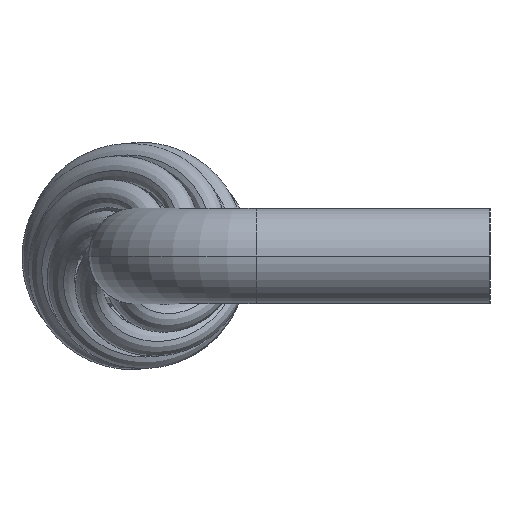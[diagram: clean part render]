
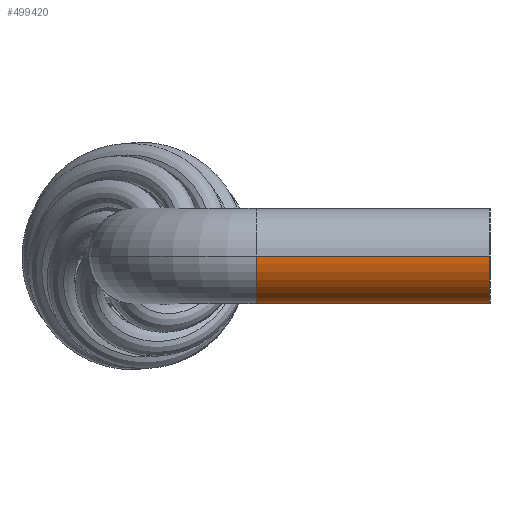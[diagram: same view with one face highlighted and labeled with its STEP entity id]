
A CAD part, left-side view. The second image highlights one B-rep face of the part: STEP entity #499420.
In plain terms, the highlighted cylindrical face has radius 4 mm (diameter 8 mm), a partial arc.
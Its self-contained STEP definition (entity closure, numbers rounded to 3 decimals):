
#498870=CARTESIAN_POINT('',(-60.,-10.,0.));
#498880=VERTEX_POINT('',#498870);
#498970=CARTESIAN_POINT('',(-68.,-10.,0.));
#498980=VERTEX_POINT('',#498970);
#499010=CARTESIAN_POINT('',(-64.,-10.,0.));
#499020=DIRECTION('',(0.,1.,0.));
#499030=DIRECTION('',(-1.,0.,0.));
#499040=AXIS2_PLACEMENT_3D('',#499010,#499020,#499030);
#499050=CIRCLE('',#499040,4.);
#499060=EDGE_CURVE('',#498880,#498980,#499050,.T.);
#499110=CARTESIAN_POINT('',(-64.,-10.,0.));
#499120=DIRECTION('',(0.,1.,0.));
#499130=DIRECTION('',(-1.,0.,0.));
#499140=AXIS2_PLACEMENT_3D('',#499110,#499120,#499130);
#499150=CYLINDRICAL_SURFACE('',#499140,4.);
#499160=CARTESIAN_POINT('',(-60.,-10.,0.));
#499170=DIRECTION('',(0.,1.,0.));
#499180=VECTOR('',#499170,1.);
#499190=LINE('',#499160,#499180);
#499200=CARTESIAN_POINT('',(-60.,-29.5,0.));
#499210=VERTEX_POINT('',#499200);
#499220=EDGE_CURVE('',#499210,#498880,#499190,.T.);
#499230=ORIENTED_EDGE('',*,*,#499220,.F.);
#499240=ORIENTED_EDGE('',*,*,#499060,.F.);
#499250=CARTESIAN_POINT('',(-68.,-10.,0.));
#499260=DIRECTION('',(0.,1.,0.));
#499270=VECTOR('',#499260,1.);
#499280=LINE('',#499250,#499270);
#499290=CARTESIAN_POINT('',(-68.,-29.5,0.));
#499300=VERTEX_POINT('',#499290);
#499310=EDGE_CURVE('',#499300,#498980,#499280,.T.);
#499320=ORIENTED_EDGE('',*,*,#499310,.T.);
#499330=CARTESIAN_POINT('',(-64.,-29.5,0.));
#499340=DIRECTION('',(0.,1.,0.));
#499350=DIRECTION('',(-1.,0.,0.));
#499360=AXIS2_PLACEMENT_3D('',#499330,#499340,#499350);
#499370=CIRCLE('',#499360,4.);
#499380=EDGE_CURVE('',#499210,#499300,#499370,.T.);
#499390=ORIENTED_EDGE('',*,*,#499380,.T.);
#499400=EDGE_LOOP('',(#499390,#499320,#499240,#499230));
#499410=FACE_OUTER_BOUND('',#499400,.T.);
#499420=ADVANCED_FACE('',(#499410),#499150,.T.);
